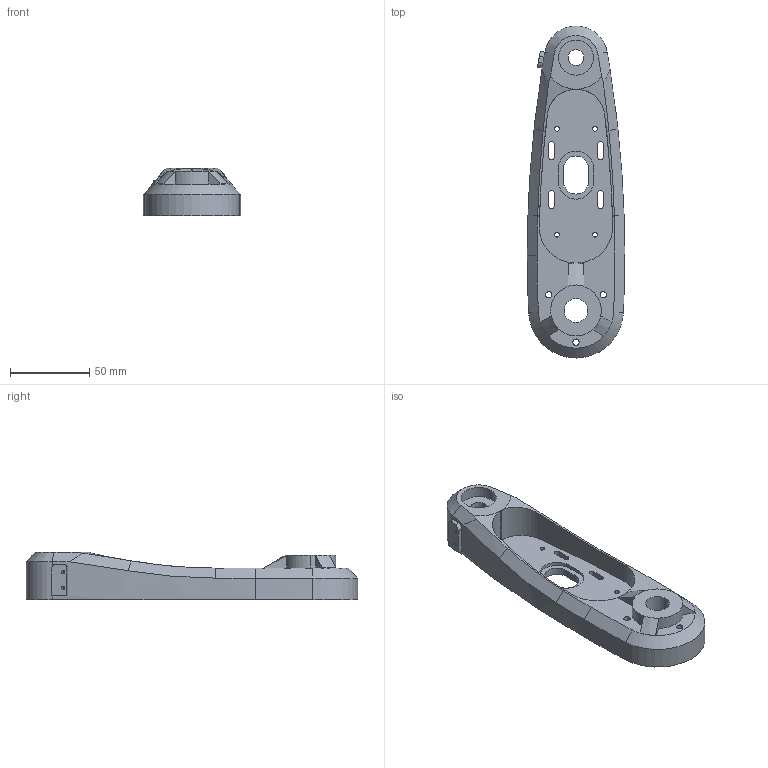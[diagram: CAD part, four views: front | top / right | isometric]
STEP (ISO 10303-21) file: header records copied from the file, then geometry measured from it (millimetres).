
FILE_DESCRIPTION (( 'STEP AP203' ), '1' );
FILE_NAME ('Arm1v2_Default_sldprt.STEP', '2025-10-23T01:45:44', ( '' ), ( '' ), 'SwSTEP 2.0', 'SolidWorks 2024', '' );
FILE_SCHEMA (( 'CONFIG_CONTROL_DESIGN' ));
Length unit declared in the file: millimetre
Products named in the file (1): Arm1v2_Default_sldprt
Bounding box: 61.66 x 210 x 30 mm (x, y, z)
Volume: 166822.6 mm3; surface area: 40216.9 mm2
Topology: 1 solids, 1 shells, 113 faces, 299 edges, 193 vertices
Faces by surface type: cylinder 60, plane 35, cone 12, bspline 4, torus 2
Entity records: 4298 total; most frequent: CARTESIAN_POINT 1310, DIRECTION 625, ORIENTED_EDGE 598, EDGE_CURVE 299, AXIS2_PLACEMENT_3D 250, VERTEX_POINT 193, EDGE_LOOP 146, CIRCLE 140
